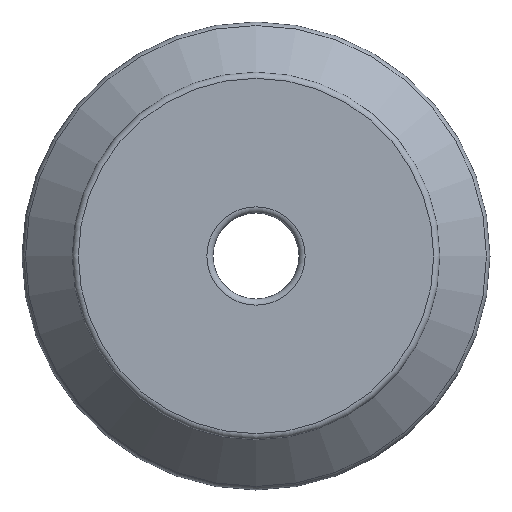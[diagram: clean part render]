
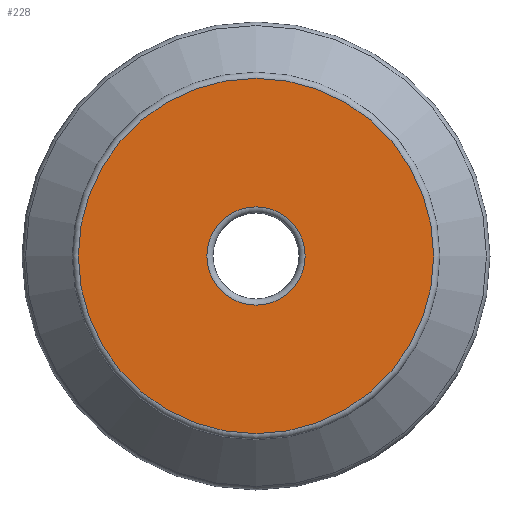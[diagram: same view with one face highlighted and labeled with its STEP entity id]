
A CAD part, front view. The second image highlights one B-rep face of the part: STEP entity #228.
In plain terms, the highlighted planar face has unit normal (0, -1, 0).
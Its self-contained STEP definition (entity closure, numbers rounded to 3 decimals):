
#20=FACE_BOUND('',#70,.T.);
#24=PLANE('',#286);
#51=FACE_OUTER_BOUND('',#69,.T.);
#69=EDGE_LOOP('',(#192));
#70=EDGE_LOOP('',(#193));
#91=CIRCLE('',#282,4.);
#95=CIRCLE('',#287,14.45);
#113=VERTEX_POINT('',#427);
#116=VERTEX_POINT('',#435);
#139=EDGE_CURVE('',#113,#113,#91,.T.);
#143=EDGE_CURVE('',#116,#116,#95,.T.);
#192=ORIENTED_EDGE('',*,*,#143,.F.);
#193=ORIENTED_EDGE('',*,*,#139,.F.);
#228=ADVANCED_FACE('',(#51,#20),#24,.T.);
#282=AXIS2_PLACEMENT_3D('',#428,#353,#354);
#286=AXIS2_PLACEMENT_3D('',#434,#361,#362);
#287=AXIS2_PLACEMENT_3D('',#436,#363,#364);
#353=DIRECTION('center_axis',(0.,-1.,0.));
#354=DIRECTION('ref_axis',(-1.,0.,0.));
#361=DIRECTION('center_axis',(0.,-1.,0.));
#362=DIRECTION('ref_axis',(0.,0.,-1.));
#363=DIRECTION('center_axis',(0.,1.,0.));
#364=DIRECTION('ref_axis',(-1.,0.,0.));
#427=CARTESIAN_POINT('',(0.,0.,-4.));
#428=CARTESIAN_POINT('Origin',(0.,0.,0.));
#434=CARTESIAN_POINT('Origin',(14.95,0.,0.));
#435=CARTESIAN_POINT('',(0.,0.,-14.45));
#436=CARTESIAN_POINT('Origin',(0.,0.,0.));
